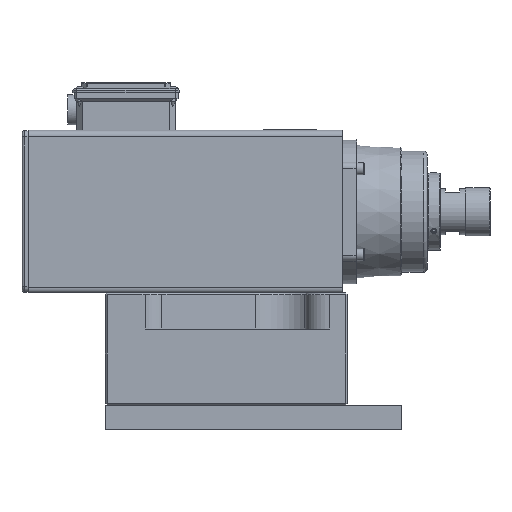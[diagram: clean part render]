
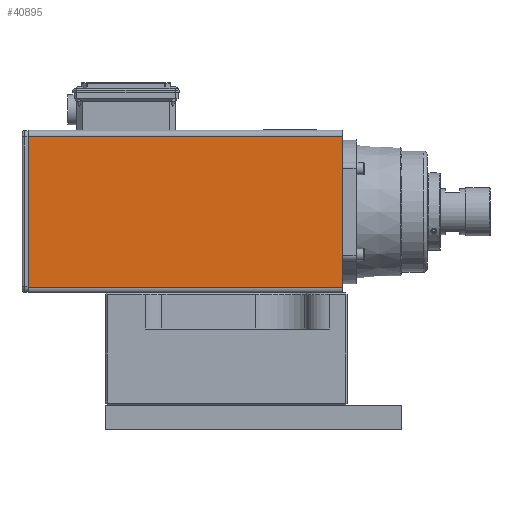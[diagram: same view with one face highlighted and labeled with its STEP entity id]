
A CAD part, left-side view. The second image highlights one B-rep face of the part: STEP entity #40895.
In plain terms, the highlighted planar face has unit normal (-1, 0, 0).
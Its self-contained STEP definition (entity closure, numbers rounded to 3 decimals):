
#3113=PLANE('',#43653);
#5296=FACE_OUTER_BOUND('',#7666,.T.);
#7666=EDGE_LOOP('',(#30741,#30742,#30743,#30744));
#12198=LINE('',#61381,#16179);
#12206=LINE('',#61410,#16187);
#12215=LINE('',#61472,#16196);
#12216=LINE('',#61473,#16197);
#16179=VECTOR('',#49147,1000.);
#16187=VECTOR('',#49169,1000.);
#16196=VECTOR('',#49250,1000.);
#16197=VECTOR('',#49251,1000.);
#20180=VERTEX_POINT('',#61378);
#20181=VERTEX_POINT('',#61380);
#20194=VERTEX_POINT('',#61407);
#20195=VERTEX_POINT('',#61409);
#24201=EDGE_CURVE('',#20181,#20180,#12198,.T.);
#24215=EDGE_CURVE('',#20194,#20195,#12206,.T.);
#24259=EDGE_CURVE('',#20180,#20195,#12215,.T.);
#24260=EDGE_CURVE('',#20194,#20181,#12216,.F.);
#30741=ORIENTED_EDGE('',*,*,#24201,.T.);
#30742=ORIENTED_EDGE('',*,*,#24259,.T.);
#30743=ORIENTED_EDGE('',*,*,#24215,.F.);
#30744=ORIENTED_EDGE('',*,*,#24260,.T.);
#40895=ADVANCED_FACE('',(#5296),#3113,.T.);
#43653=AXIS2_PLACEMENT_3D('',#61471,#49248,#49249);
#49147=DIRECTION('',(0.,0.,-1.));
#49169=DIRECTION('',(0.,0.,-1.));
#49248=DIRECTION('center_axis',(-1.,0.,0.));
#49249=DIRECTION('ref_axis',(0.,0.,1.));
#49250=DIRECTION('',(0.,-1.,0.));
#49251=DIRECTION('',(0.,-1.,0.));
#61378=CARTESIAN_POINT('',(-60.4,260.,-62.75));
#61380=CARTESIAN_POINT('',(-60.4,260.,62.25));
#61381=CARTESIAN_POINT('',(-60.4,260.,67.25));
#61407=CARTESIAN_POINT('',(-60.4,0.,62.25));
#61409=CARTESIAN_POINT('',(-60.4,0.,-62.75));
#61410=CARTESIAN_POINT('',(-60.4,0.,67.25));
#61471=CARTESIAN_POINT('Origin',(-60.4,260.,67.25));
#61472=CARTESIAN_POINT('',(-60.4,260.,-62.75));
#61473=CARTESIAN_POINT('',(-60.4,260.,62.25));
